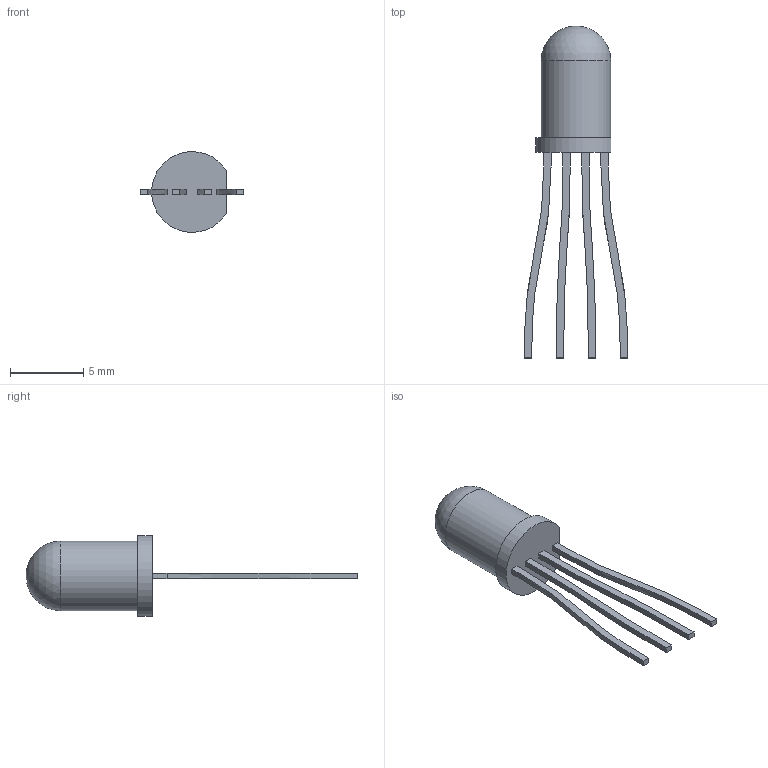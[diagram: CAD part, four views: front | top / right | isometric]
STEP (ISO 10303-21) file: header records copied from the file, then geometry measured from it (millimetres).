
FILE_DESCRIPTION(/* description */ (''),/* implementation_level */ '2;1');
FILE_NAME(/* name */ 'RGB_LED_Vertical_Zenith_Short v2.step',/* time_stamp */ '2021-09-01T16:51:51-03:00',/* author */ (''),/* organization */ (''),/* preprocessor_version */ 'ST-DEVELOPER v18.1',/* originating_system */ 'Autodesk Translation Framework v10.10.0.1391',/* authorisation */ '');
FILE_SCHEMA (('AUTOMOTIVE_DESIGN { 1 0 10303 214 3 1 1 }'));
Length unit declared in the file: millimetre
Products named in the file (1): RGB_LED_Vertical_Zenith_Short
Bounding box: 7.04 x 22.6 x 5.5 mm (x, y, z)
Volume: 154.9 mm3; surface area: 261.7 mm2
Topology: 5 solids, 5 shells, 38 faces, 86 edges, 57 vertices
Faces by surface type: plane 27, bspline 8, cylinder 2, sphere 1
Full cylindrical faces by diameter (mm): 4.75 x1
Entity records: 1372 total; most frequent: CARTESIAN_POINT 493, ORIENTED_EDGE 170, DIRECTION 138, EDGE_CURVE 85, LINE 62, VECTOR 62, VERTEX_POINT 57, FACE_OUTER_BOUND 38
